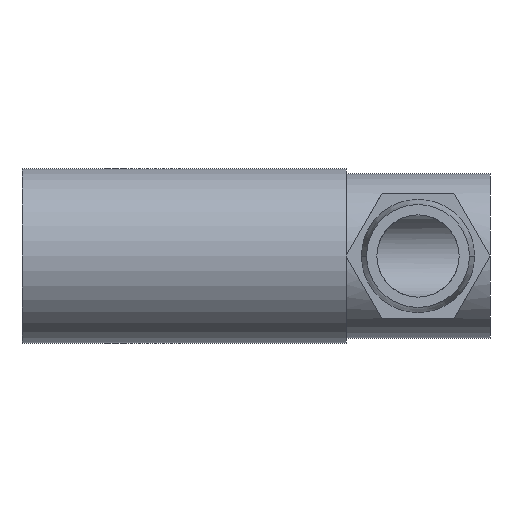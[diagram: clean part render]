
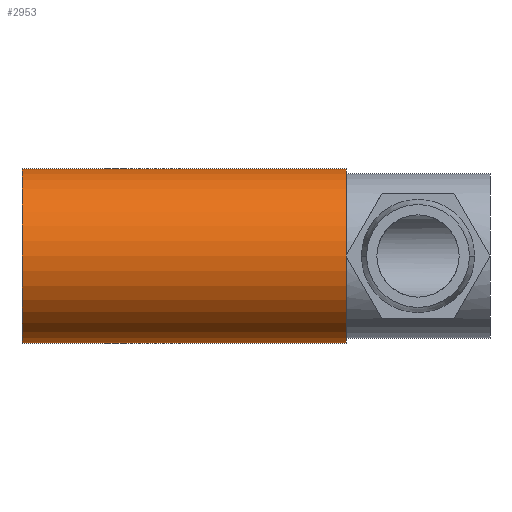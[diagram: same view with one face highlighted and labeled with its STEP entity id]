
A CAD part, front view. The second image highlights one B-rep face of the part: STEP entity #2953.
In plain terms, the highlighted cylindrical face has radius 8.5 mm (diameter 17 mm), a partial arc.
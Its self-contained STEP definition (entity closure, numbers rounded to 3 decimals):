
#175 = VECTOR ( 'NONE', #8820, 1000. ) ;
#424 = CARTESIAN_POINT ( 'NONE',  ( 31.5, 0., 0. ) ) ;
#542 = VERTEX_POINT ( 'NONE', #3267 ) ;
#548 = CARTESIAN_POINT ( 'NONE',  ( 0., 0., 8.5 ) ) ;
#660 = CARTESIAN_POINT ( 'NONE',  ( 0., 0., 8.5 ) ) ;
#1305 = CIRCLE ( 'NONE', #2594, 8.5 ) ;
#1376 = LINE ( 'NONE', #660, #175 ) ;
#1613 = FACE_OUTER_BOUND ( 'NONE', #2206, .T. ) ;
#2206 = EDGE_LOOP ( 'NONE', ( #7115, #7676, #5070, #3966 ) ) ;
#2309 = VECTOR ( 'NONE', #8366, 1000. ) ;
#2594 = AXIS2_PLACEMENT_3D ( 'NONE', #424, #8539, #6493 ) ;
#2953 = ADVANCED_FACE ( 'NONE', ( #1613 ), #4325, .T. ) ;
#3267 = CARTESIAN_POINT ( 'NONE',  ( 31.5, 0., 8.5 ) ) ;
#3420 = DIRECTION ( 'NONE',  ( -1., 0., 0. ) ) ;
#3593 = DIRECTION ( 'NONE',  ( 0., 0., 1. ) ) ;
#3966 = ORIENTED_EDGE ( 'NONE', *, *, #6834, .F. ) ;
#4033 = CARTESIAN_POINT ( 'NONE',  ( 0., 0., -8.5 ) ) ;
#4325 = CYLINDRICAL_SURFACE ( 'NONE', #6144, 8.5 ) ;
#4356 = EDGE_CURVE ( 'NONE', #542, #6944, #1376, .T. ) ;
#4433 = VERTEX_POINT ( 'NONE', #7521 ) ;
#4865 = CARTESIAN_POINT ( 'NONE',  ( 0., 0., 0. ) ) ;
#4925 = CARTESIAN_POINT ( 'NONE',  ( 0., 0., 0. ) ) ;
#5070 = ORIENTED_EDGE ( 'NONE', *, *, #4356, .T. ) ;
#5527 = DIRECTION ( 'NONE',  ( -1., 0., 0. ) ) ;
#5549 = VERTEX_POINT ( 'NONE', #4033 ) ;
#6144 = AXIS2_PLACEMENT_3D ( 'NONE', #4865, #5527, #8249 ) ;
#6493 = DIRECTION ( 'NONE',  ( 0., 0., 1. ) ) ;
#6593 = EDGE_CURVE ( 'NONE', #4433, #542, #1305, .T. ) ;
#6834 = EDGE_CURVE ( 'NONE', #5549, #6944, #7563, .T. ) ;
#6944 = VERTEX_POINT ( 'NONE', #548 ) ;
#7115 = ORIENTED_EDGE ( 'NONE', *, *, #8492, .F. ) ;
#7521 = CARTESIAN_POINT ( 'NONE',  ( 31.5, 0., -8.5 ) ) ;
#7563 = CIRCLE ( 'NONE', #8563, 8.5 ) ;
#7676 = ORIENTED_EDGE ( 'NONE', *, *, #6593, .T. ) ;
#7744 = LINE ( 'NONE', #8281, #2309 ) ;
#8249 = DIRECTION ( 'NONE',  ( 0., 0., 1. ) ) ;
#8281 = CARTESIAN_POINT ( 'NONE',  ( 0., 0., -8.5 ) ) ;
#8366 = DIRECTION ( 'NONE',  ( -1., 0., 0. ) ) ;
#8492 = EDGE_CURVE ( 'NONE', #4433, #5549, #7744, .T. ) ;
#8539 = DIRECTION ( 'NONE',  ( -1., 0., 0. ) ) ;
#8563 = AXIS2_PLACEMENT_3D ( 'NONE', #4925, #3420, #3593 ) ;
#8820 = DIRECTION ( 'NONE',  ( -1., 0., 0. ) ) ;
